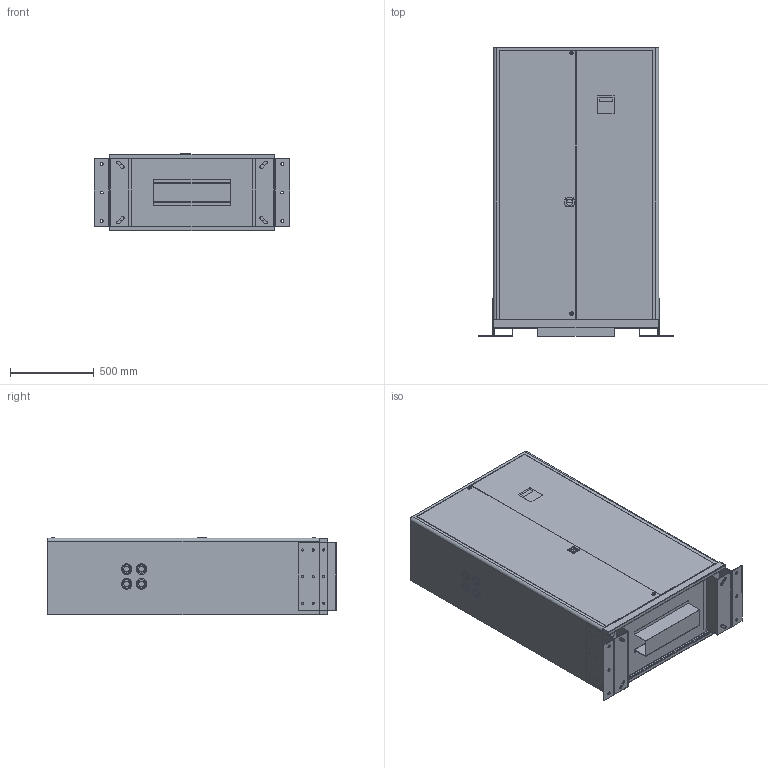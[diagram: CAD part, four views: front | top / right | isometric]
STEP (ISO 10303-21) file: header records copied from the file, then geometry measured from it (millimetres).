
FILE_DESCRIPTION (( 'STEP AP214' ), '1' );
FILE_NAME ('INV1C-SV.STEP', '2025-09-12T21:20:16', ( '' ), ( '' ), 'SwSTEP 2.0', 'SolidWorks 2016', '' );
FILE_SCHEMA (( 'AUTOMOTIVE_DESIGN' ));
Length unit declared in the file: inch
Products named in the file (7): WR Pull Handle; WR Lock01; INV1C Item 1; Base39C; INV1C; 5088-057; INV1C-SV
Assembly tree (8 placements, depth 3):
  INV1C-SV
    INV1C
      Base39C
      INV1C Item 1
      WR Lock01  x2
      WR Pull Handle
    5088-057  x2
Bounding box: 1168.4 x 1727.2 x 463.59 mm (x, y, z)
Volume: 739791749.9 mm3; surface area: 8478717.4 mm2
Topology: 14 solids, 14 shells, 487 faces, 1100 edges, 706 vertices
Faces by surface type: cylinder 245, plane 232, bspline 6, cone 4
Entity records: 12791 total; most frequent: DIRECTION 2276, CARTESIAN_POINT 2247, ORIENTED_EDGE 1946, EDGE_CURVE 973, AXIS2_PLACEMENT_3D 871, VERTEX_POINT 624, EDGE_LOOP 543, LINE 534
